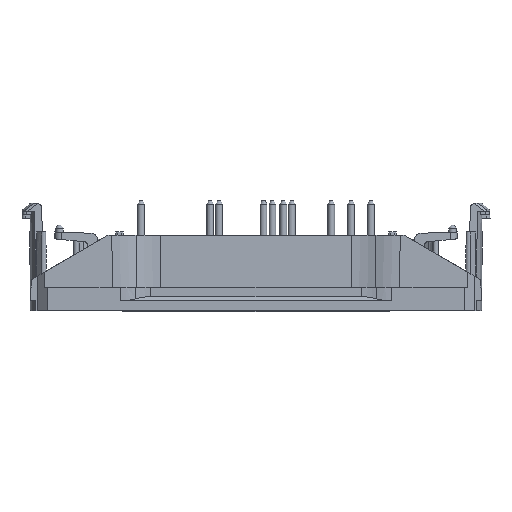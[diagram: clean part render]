
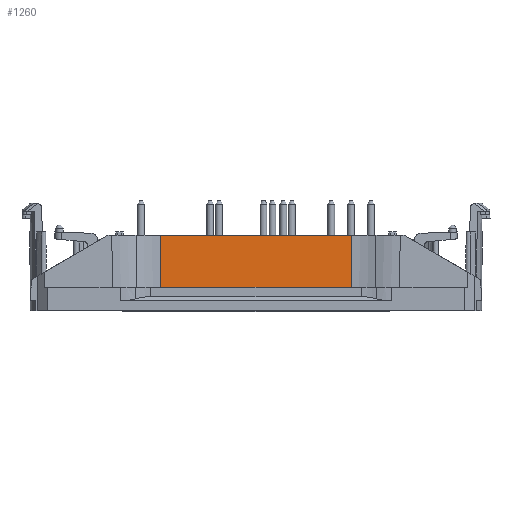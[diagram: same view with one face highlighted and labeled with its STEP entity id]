
A CAD part, front view. The second image highlights one B-rep face of the part: STEP entity #1260.
In plain terms, the highlighted planar face has unit normal (0, -1, 0.026).
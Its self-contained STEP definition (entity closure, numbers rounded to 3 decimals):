
#1260 = ADVANCED_FACE( '', ( #2653 ), #2654, .T. );
#2653 = FACE_OUTER_BOUND( '', #4132, .T. );
#2654 = PLANE( '', #4133 );
#4132 = EDGE_LOOP( '', ( #7851, #7852, #7853, #7854 ) );
#4133 = AXIS2_PLACEMENT_3D( '', #7855, #7856, #7857 );
#7851 = ORIENTED_EDGE( '', *, *, #8844, .T. );
#7852 = ORIENTED_EDGE( '', *, *, #9091, .F. );
#7853 = ORIENTED_EDGE( '', *, *, #9911, .F. );
#7854 = ORIENTED_EDGE( '', *, *, #9827, .T. );
#7855 = CARTESIAN_POINT( '', ( 0., -14.5, 1.15 ) );
#7856 = DIRECTION( '', ( 0., -1., 0.026 ) );
#7857 = DIRECTION( '', ( 0., -0.026, -1. ) );
#8844 = EDGE_CURVE( '', #10802, #10800, #10803, .T. );
#9091 = EDGE_CURVE( '', #11205, #10800, #11207, .F. );
#9827 = EDGE_CURVE( '', #12164, #10802, #12165, .F. );
#9911 = EDGE_CURVE( '', #12164, #11205, #12253, .T. );
#10800 = VERTEX_POINT( '', #13426 );
#10802 = VERTEX_POINT( '', #13428 );
#10803 = LINE( '', #13429, #13430 );
#11205 = VERTEX_POINT( '', #14026 );
#11207 = LINE( '', #14028, #14029 );
#12164 = VERTEX_POINT( '', #15418 );
#12165 = LINE( '', #15419, #15420 );
#12253 = LINE( '', #15538, #15539 );
#13426 = CARTESIAN_POINT( '', ( -13.977, -14.242, 11. ) );
#13428 = CARTESIAN_POINT( '', ( 13.977, -14.242, 11. ) );
#13429 = CARTESIAN_POINT( '', ( 0., -14.242, 11. ) );
#13430 = VECTOR( '', #16263, 1000. );
#14026 = CARTESIAN_POINT( '', ( -13.895, -14.441, 3.4 ) );
#14028 = CARTESIAN_POINT( '', ( -13.978, -14.241, 11.039 ) );
#14029 = VECTOR( '', #16588, 1000. );
#15418 = CARTESIAN_POINT( '', ( 13.895, -14.441, 3.4 ) );
#15419 = CARTESIAN_POINT( '', ( 13.978, -14.241, 11.039 ) );
#15420 = VECTOR( '', #17341, 1000. );
#15538 = CARTESIAN_POINT( '', ( 0., -14.441, 3.4 ) );
#15539 = VECTOR( '', #17401, 1000. );
#16263 = DIRECTION( '', ( -1., 0., 0. ) );
#16588 = DIRECTION( '', ( 0.011, -0.026, -1. ) );
#17341 = DIRECTION( '', ( -0.011, -0.026, -1. ) );
#17401 = DIRECTION( '', ( -1., 0., 0. ) );
